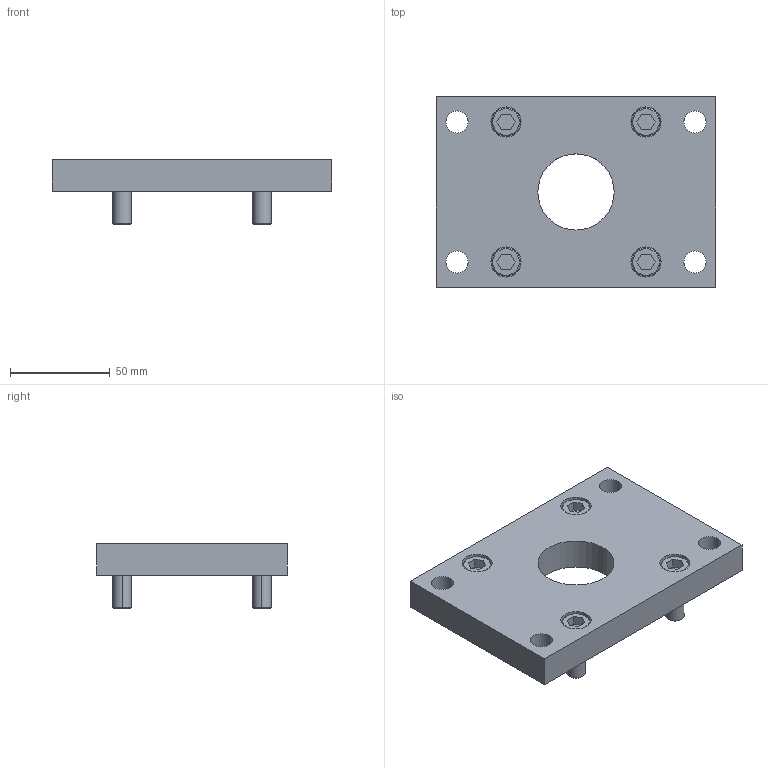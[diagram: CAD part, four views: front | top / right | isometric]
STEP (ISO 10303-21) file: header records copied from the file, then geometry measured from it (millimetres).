
FILE_DESCRIPTION (( 'STEP AP203' ), '1' );
FILE_NAME ('D2FM-4.step', '2020-09-03T19:34:58', ( '' ), ( '' ), 'SwSTEP 2.0', 'SolidWorks 2019', '' );
FILE_SCHEMA (( 'CONFIG_CONTROL_DESIGN' ));
Length unit declared in the file: inch
Products named in the file (1): D2FM-4
Bounding box: 139.7 x 95.25 x 32.54 mm (x, y, z)
Volume: 189070.2 mm3; surface area: 43218.8 mm2
Topology: 5 solids, 5 shells, 108 faces, 242 edges, 156 vertices
Faces by surface type: plane 50, cylinder 42, cone 16
Entity records: 3125 total; most frequent: DIRECTION 560, CARTESIAN_POINT 507, ORIENTED_EDGE 484, EDGE_CURVE 242, AXIS2_PLACEMENT_3D 209, VERTEX_POINT 156, VECTOR 142, LINE 142
